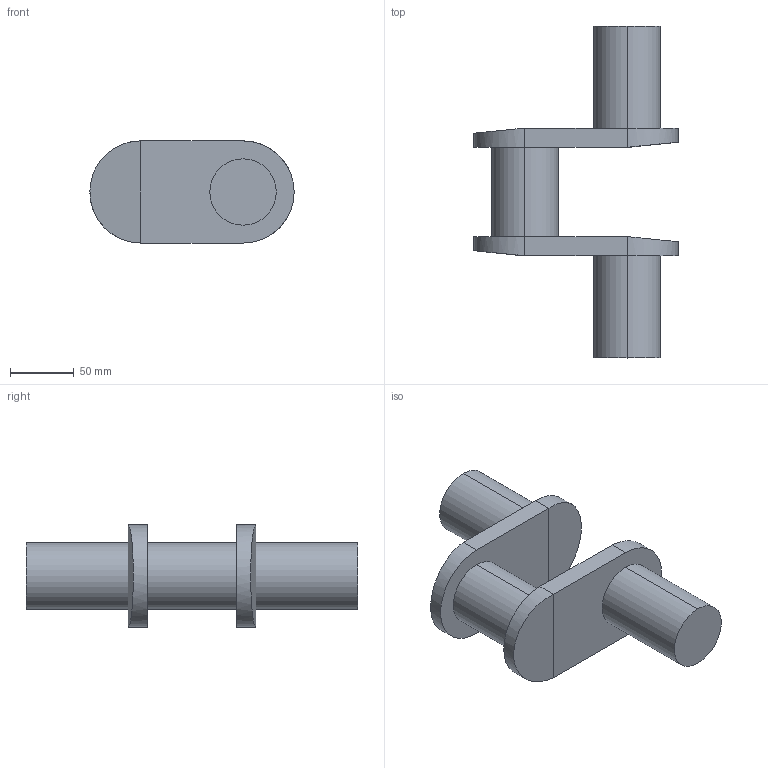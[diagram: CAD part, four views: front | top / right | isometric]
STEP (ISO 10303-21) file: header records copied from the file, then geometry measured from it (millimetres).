
FILE_DESCRIPTION (( 'STEP AP214' ), '1' );
FILE_NAME ('Crank.step', '2023-06-15T00:12:55', ( '' ), ( '' ), 'SwSTEP 2.0', 'SolidWorks 2022', '' );
FILE_SCHEMA (( 'AUTOMOTIVE_DESIGN' ));
Length unit declared in the file: millimetre
Products named in the file (1): Crank
Bounding box: 160 x 260 x 80 mm (x, y, z)
Volume: 814179.2 mm3; surface area: 90140.7 mm2
Topology: 1 solids, 1 shells, 24 faces, 46 edges, 28 vertices
Faces by surface type: plane 14, cylinder 10
Entity records: 636 total; most frequent: CARTESIAN_POINT 111, DIRECTION 108, ORIENTED_EDGE 92, EDGE_CURVE 46, AXIS2_PLACEMENT_3D 41, VERTEX_POINT 28, EDGE_LOOP 28, LINE 26
